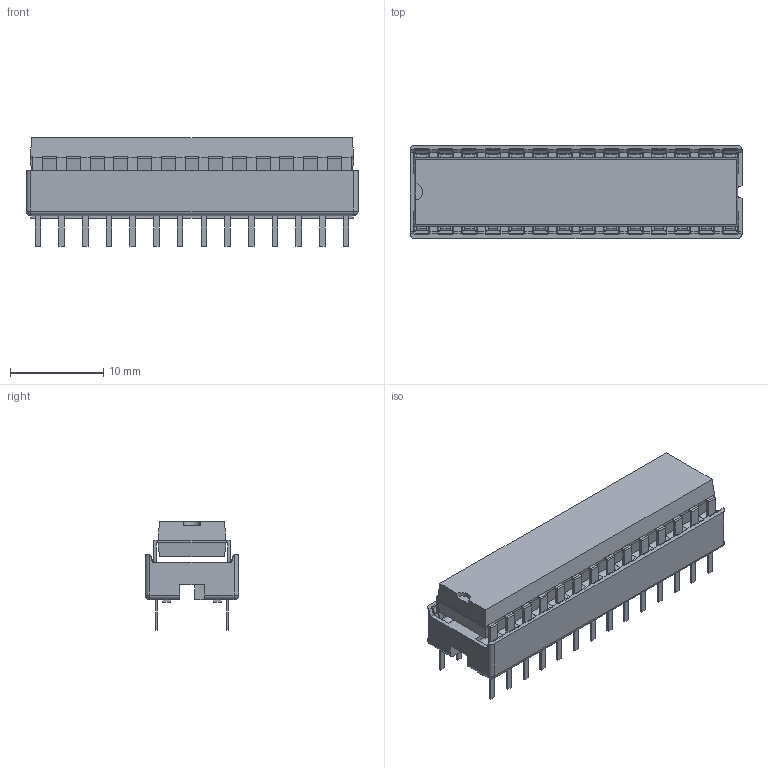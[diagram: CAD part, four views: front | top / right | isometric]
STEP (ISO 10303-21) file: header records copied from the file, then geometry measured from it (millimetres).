
FILE_DESCRIPTION(/* description */ (''),/* implementation_level */ '2;1');
FILE_NAME(/* name */ 'MCU-in-Socket v2.step',/* time_stamp */ '2023-12-13T21:38:12+08:00',/* author */ (''),/* organization */ (''),/* preprocessor_version */ 'ST-DEVELOPER v20',/* originating_system */ 'Autodesk Translation Framework v12.14.0.127',/* authorisation */ '');
FILE_SCHEMA (('AUTOMOTIVE_DESIGN { 1 0 10303 214 3 1 1 }'));
Length unit declared in the file: millimetre
Products named in the file (4): MCU-in-Socket; ATMEGA328P-PU; Body; PinsArrayLR
Assembly tree (3 placements, depth 3):
  MCU-in-Socket
    ATMEGA328P-PU
      Body
      PinsArrayLR
Bounding box: 35.56 x 10 x 11.67 mm (x, y, z)
Volume: 2045 mm3; surface area: 3010.6 mm2
Topology: 30 solids, 30 shells, 1260 faces, 3434 edges, 2232 vertices
Faces by surface type: plane 1160, cylinder 96, sphere 4
Entity records: 39109 total; most frequent: CARTESIAN_POINT 6933, ORIENTED_EDGE 6868, DIRECTION 6162, EDGE_CURVE 3434, LINE 3240, VECTOR 3240, VERTEX_POINT 2232, AXIS2_PLACEMENT_3D 1461
